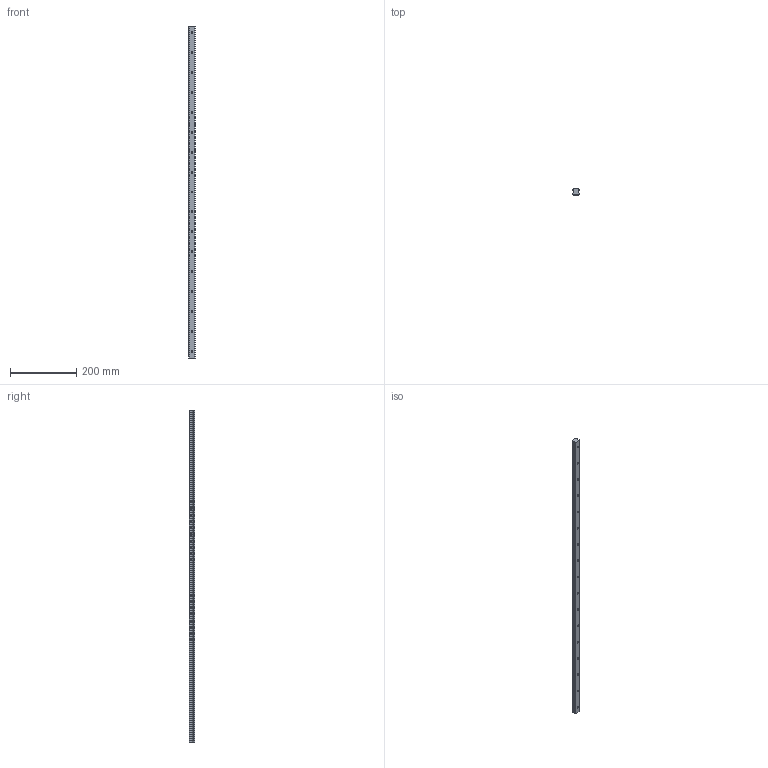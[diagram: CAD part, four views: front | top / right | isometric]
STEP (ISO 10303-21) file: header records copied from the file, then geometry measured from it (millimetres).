
FILE_DESCRIPTION (( 'STEP AP203' ), '1' );
FILE_NAME ('HGR20_1000_221011.STEP', '2022-10-11T10:53:51', ( '' ), ( '' ), 'SwSTEP 2.0', 'SolidWorks 2018', '' );
FILE_SCHEMA (( 'CONFIG_CONTROL_DESIGN' ));
Length unit declared in the file: millimetre
Products named in the file (1): HGR20_1000_221011
Bounding box: 20 x 17.5 x 1000 mm (x, y, z)
Volume: 284336.6 mm3; surface area: 83424.8 mm2
Topology: 1 solids, 1 shells, 129 faces, 333 edges, 223 vertices
Faces by surface type: cylinder 90, plane 39
Entity records: 4179 total; most frequent: DIRECTION 770, CARTESIAN_POINT 695, ORIENTED_EDGE 666, EDGE_CURVE 333, AXIS2_PLACEMENT_3D 310, VERTEX_POINT 223, CIRCLE 180, EDGE_LOOP 180
